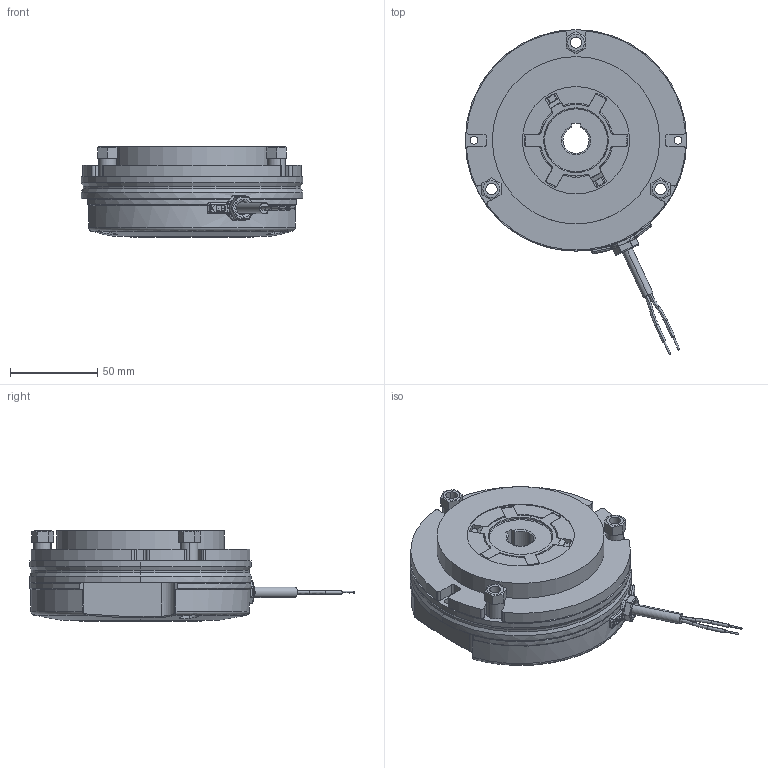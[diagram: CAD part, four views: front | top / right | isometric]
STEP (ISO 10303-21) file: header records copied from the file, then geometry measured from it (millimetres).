
FILE_DESCRIPTION (( 'STEP AP214' ), '1' );
FILE_NAME ('dr_bk_04_38_mu.STEP', '2021-11-03T14:17:28', ( '' ), ( '' ), 'SwSTEP 2.0', 'SolidWorks 2019', '' );
FILE_SCHEMA (( 'AUTOMOTIVE_DESIGN' ));
Length unit declared in the file: millimetre
Products named in the file (6): 10068383_000; 10068380_000; 10068384_000; dr_bk_04_38_mu; 10068386_000; 10068385_000
Assembly tree (7 placements, depth 2):
  dr_bk_04_38_mu
    10068380_000
    10068384_000
    10068383_000  x3
    10068385_000
    10068386_000
Bounding box: 127 x 186.27 x 51.7 mm (x, y, z)
Volume: 505334.2 mm3; surface area: 99487.8 mm2
Topology: 8 solids, 8 shells, 678 faces, 1727 edges, 1063 vertices
Faces by surface type: cylinder 262, plane 208, bspline 98, cone 54, torus 36, sphere 20
Entity records: 26329 total; most frequent: CARTESIAN_POINT 7747, ORIENTED_EDGE 3234, DIRECTION 3016, EDGE_CURVE 1617, AXIS2_PLACEMENT_3D 1145, VERTEX_POINT 1007, LINE 726, VECTOR 726
